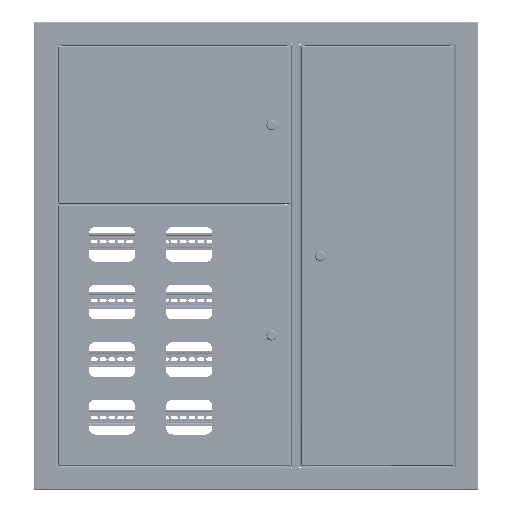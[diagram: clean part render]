
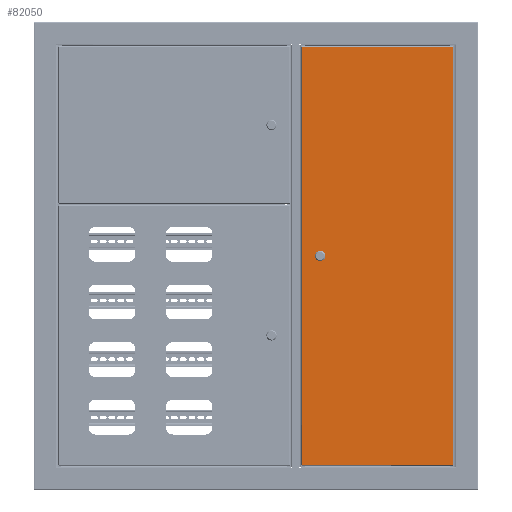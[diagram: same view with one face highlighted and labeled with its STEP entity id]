
A CAD part, top view. The second image highlights one B-rep face of the part: STEP entity #82050.
In plain terms, the highlighted planar face has unit normal (0, 0, 1).
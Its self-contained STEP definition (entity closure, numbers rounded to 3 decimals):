
#2756 = CIRCLE ( 'NONE', #22732, 9.25 ) ;
#4245 = CARTESIAN_POINT ( 'NONE',  ( 894.993, 324., 0. ) ) ;
#5648 = CARTESIAN_POINT ( 'NONE',  ( 894.7, 0., 0. ) ) ;
#6575 = DIRECTION ( 'NONE',  ( 0., 1., 0. ) ) ;
#9957 = DIRECTION ( 'NONE',  ( 0., -1., 0. ) ) ;
#10313 = ORIENTED_EDGE ( 'NONE', *, *, #52673, .F. ) ;
#11012 = EDGE_CURVE ( 'NONE', #29187, #28923, #84749, .T. ) ;
#11802 = CARTESIAN_POINT ( 'NONE',  ( 894.7, 1.7, 0. ) ) ;
#12635 = EDGE_CURVE ( 'NONE', #28923, #84326, #46122, .T. ) ;
#13029 = AXIS2_PLACEMENT_3D ( 'NONE', #75244, #67999, #53509 ) ;
#13124 = ORIENTED_EDGE ( 'NONE', *, *, #28269, .F. ) ;
#13860 = CARTESIAN_POINT ( 'NONE',  ( 1.7, 1.7, 0. ) ) ;
#17587 = ORIENTED_EDGE ( 'NONE', *, *, #22643, .F. ) ;
#18381 = VERTEX_POINT ( 'NONE', #50939 ) ;
#19598 = EDGE_CURVE ( 'NONE', #23455, #29187, #79408, .T. ) ;
#20551 = DIRECTION ( 'NONE',  ( 1., 0., 0. ) ) ;
#20876 = CARTESIAN_POINT ( 'NONE',  ( 444.551, 48.5, 0. ) ) ;
#22643 = EDGE_CURVE ( 'NONE', #91975, #58922, #81889, .T. ) ;
#22732 = AXIS2_PLACEMENT_3D ( 'NONE', #50930, #72179, #20551 ) ;
#23455 = VERTEX_POINT ( 'NONE', #11802 ) ;
#24260 = EDGE_LOOP ( 'NONE', ( #86448, #29497, #93725, #72143 ) ) ;
#25403 = ORIENTED_EDGE ( 'NONE', *, *, #42721, .F. ) ;
#26151 = DIRECTION ( 'NONE',  ( -1., 0., 0. ) ) ;
#28269 = EDGE_CURVE ( 'NONE', #58922, #18381, #2756, .T. ) ;
#28923 = VERTEX_POINT ( 'NONE', #52255 ) ;
#29187 = VERTEX_POINT ( 'NONE', #70997 ) ;
#29497 = ORIENTED_EDGE ( 'NONE', *, *, #19598, .T. ) ;
#29757 = AXIS2_PLACEMENT_3D ( 'NONE', #77773, #40179, #26151 ) ;
#34299 = CARTESIAN_POINT ( 'NONE',  ( 457.45, 40., 0. ) ) ;
#35219 = DIRECTION ( 'NONE',  ( 1., 0., 0. ) ) ;
#35695 = LINE ( 'NONE', #42971, #51809 ) ;
#38781 = VERTEX_POINT ( 'NONE', #34299 ) ;
#40179 = DIRECTION ( 'NONE',  ( 0., 0., -1. ) ) ;
#40746 = CARTESIAN_POINT ( 'NONE',  ( 448.2, 40., 0. ) ) ;
#42721 = EDGE_CURVE ( 'NONE', #38781, #91975, #50652, .T. ) ;
#42746 = AXIS2_PLACEMENT_3D ( 'NONE', #40746, #85561, #70179 ) ;
#42971 = CARTESIAN_POINT ( 'NONE',  ( 1.7, 1.7, 0. ) ) ;
#46122 = LINE ( 'NONE', #76032, #72843 ) ;
#46480 = FACE_OUTER_BOUND ( 'NONE', #24260, .T. ) ;
#47885 = PLANE ( 'NONE',  #29757 ) ;
#48109 = DIRECTION ( 'NONE',  ( -1., 0., 0. ) ) ;
#48508 = CIRCLE ( 'NONE', #13029, 9.25 ) ;
#50652 = CIRCLE ( 'NONE', #42746, 9.25 ) ;
#50930 = CARTESIAN_POINT ( 'NONE',  ( 448.2, 40., 0. ) ) ;
#50939 = CARTESIAN_POINT ( 'NONE',  ( 444.551, 31.5, 0. ) ) ;
#51809 = VECTOR ( 'NONE', #35219, 1000. ) ;
#52255 = CARTESIAN_POINT ( 'NONE',  ( 1.7, 324., 0. ) ) ;
#52673 = EDGE_CURVE ( 'NONE', #55716, #38781, #48508, .T. ) ;
#53509 = DIRECTION ( 'NONE',  ( 1., 0., 0. ) ) ;
#54164 = FACE_BOUND ( 'NONE', #63066, .T. ) ;
#54723 = EDGE_CURVE ( 'NONE', #18381, #55716, #63360, .T. ) ;
#55716 = VERTEX_POINT ( 'NONE', #86253 ) ;
#56098 = DIRECTION ( 'NONE',  ( 1., 0., 0. ) ) ;
#58274 = DIRECTION ( 'NONE',  ( -1., 0., 0. ) ) ;
#58922 = VERTEX_POINT ( 'NONE', #20876 ) ;
#63066 = EDGE_LOOP ( 'NONE', ( #17587, #25403, #10313, #81542, #13124 ) ) ;
#63360 = LINE ( 'NONE', #92769, #68822 ) ;
#66271 = VECTOR ( 'NONE', #6575, 1000. ) ;
#67999 = DIRECTION ( 'NONE',  ( 0., 0., 1. ) ) ;
#68822 = VECTOR ( 'NONE', #56098, 1000. ) ;
#70179 = DIRECTION ( 'NONE',  ( 1., 0., 0. ) ) ;
#70997 = CARTESIAN_POINT ( 'NONE',  ( 894.7, 324., 0. ) ) ;
#72143 = ORIENTED_EDGE ( 'NONE', *, *, #12635, .T. ) ;
#72179 = DIRECTION ( 'NONE',  ( 0., 0., 1. ) ) ;
#72843 = VECTOR ( 'NONE', #9957, 1000. ) ;
#75244 = CARTESIAN_POINT ( 'NONE',  ( 448.2, 40., 0. ) ) ;
#76032 = CARTESIAN_POINT ( 'NONE',  ( 1.7, 324.293, 0. ) ) ;
#77773 = CARTESIAN_POINT ( 'NONE',  ( 0., 325.7, 0. ) ) ;
#78958 = VECTOR ( 'NONE', #58274, 1000. ) ;
#79408 = LINE ( 'NONE', #5648, #66271 ) ;
#81078 = VECTOR ( 'NONE', #48109, 1000. ) ;
#81542 = ORIENTED_EDGE ( 'NONE', *, *, #54723, .F. ) ;
#81889 = LINE ( 'NONE', #87702, #78958 ) ;
#82050 = ADVANCED_FACE ( 'NONE', ( #54164, #46480 ), #47885, .F. ) ;
#82237 = CARTESIAN_POINT ( 'NONE',  ( 451.849, 48.5, 0. ) ) ;
#84326 = VERTEX_POINT ( 'NONE', #13860 ) ;
#84749 = LINE ( 'NONE', #4245, #81078 ) ;
#85561 = DIRECTION ( 'NONE',  ( 0., 0., 1. ) ) ;
#86253 = CARTESIAN_POINT ( 'NONE',  ( 451.849, 31.5, 0. ) ) ;
#86448 = ORIENTED_EDGE ( 'NONE', *, *, #91041, .T. ) ;
#87702 = CARTESIAN_POINT ( 'NONE',  ( 451.849, 48.5, 0. ) ) ;
#91041 = EDGE_CURVE ( 'NONE', #84326, #23455, #35695, .T. ) ;
#91975 = VERTEX_POINT ( 'NONE', #82237 ) ;
#92769 = CARTESIAN_POINT ( 'NONE',  ( 451.849, 31.5, 0. ) ) ;
#93725 = ORIENTED_EDGE ( 'NONE', *, *, #11012, .T. ) ;
